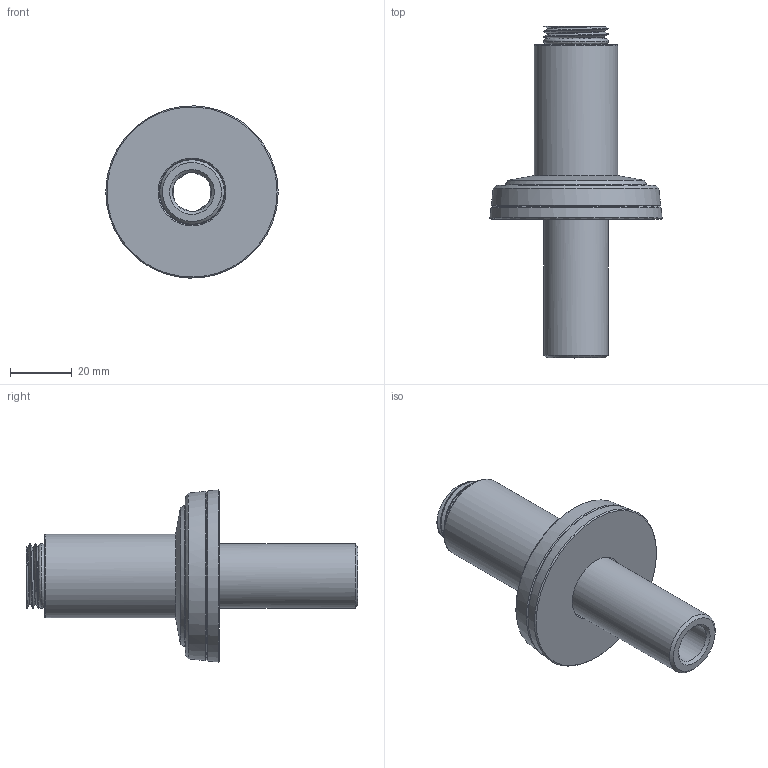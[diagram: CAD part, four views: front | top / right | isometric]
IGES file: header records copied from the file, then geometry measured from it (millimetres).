
Global section: file name: T169S; native system: Autodesk Inventor 2020; preprocessor: unknown; author: adaniels; date: 20190924.153031; units: millimetre
Bounding box: 55.91 x 107.7 x 55.89 mm (x, y, z)
Volume: 52347.1 mm3; surface area: 23336.2 mm2
Topology: 5 solids, 5 shells, 88 faces, 241 edges, 167 vertices
Faces by surface type: bspline 88
